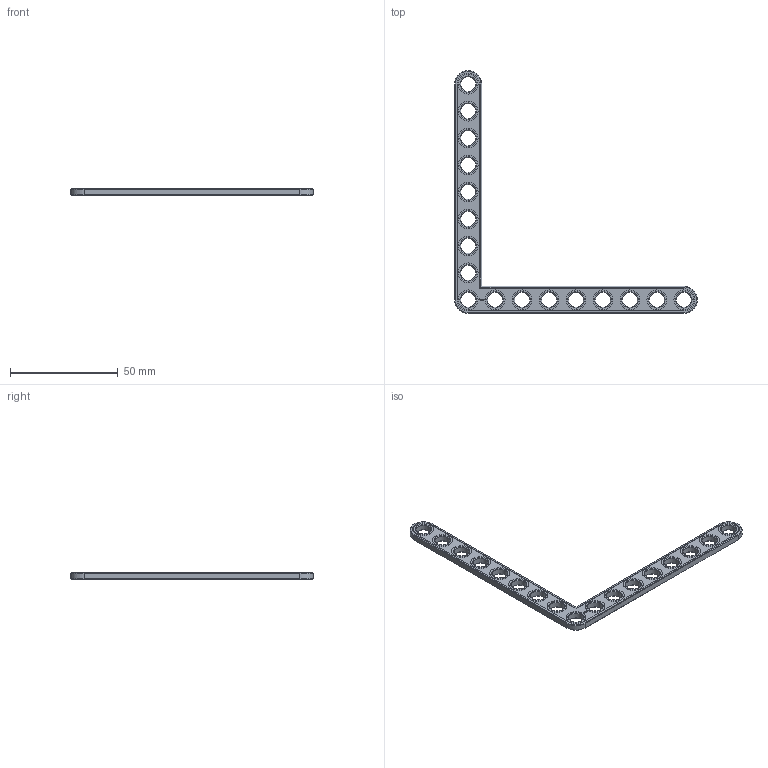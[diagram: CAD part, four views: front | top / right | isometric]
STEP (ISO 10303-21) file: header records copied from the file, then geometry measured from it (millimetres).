
FILE_DESCRIPTION(('FreeCAD Model'),'2;1');
FILE_NAME('Open CASCADE Shape Model','2024-02-09T22:19:18',(''),(''), 'Open CASCADE STEP processor 7.6','FreeCAD','Unknown');
FILE_SCHEMA(('AUTOMOTIVE_DESIGN { 1 0 10303 214 1 1 1 1 }'));
Length unit declared in the file: millimetre
Products named in the file (1): Brace AGD 90 SYM ERR BU09x00.25 - SPN-BRC-0617 (stemfie.org)
Bounding box: 112.5 x 112.5 x 3.12 mm (x, y, z)
Volume: 5849.9 mm3; surface area: 6357 mm2
Topology: 1 solids, 1 shells, 607 faces, 1614 edges, 1060 vertices
Faces by surface type: plane 349, extrusion 178, cone 40, cylinder 40
Full cylindrical faces by diameter (mm): 7 x17, 9.2 x17
Entity records: 41088 total; most frequent: CARTESIAN_POINT 9887, DIRECTION 5076, VECTOR 3913, LINE 3735, ORIENTED_EDGE 3228, PCURVE 3228, DEFINITIONAL_REPRESENTATION 3228, EDGE_CURVE 1614
